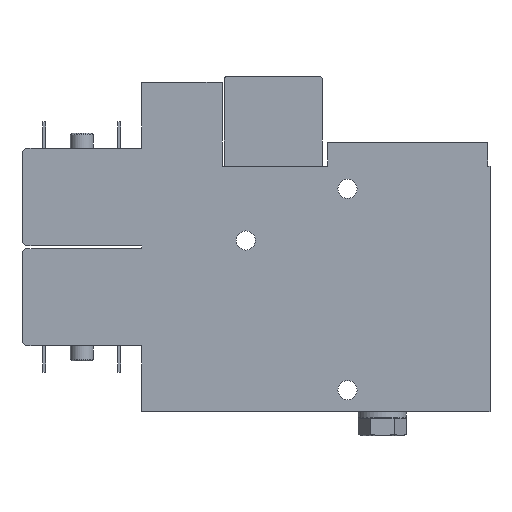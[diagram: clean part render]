
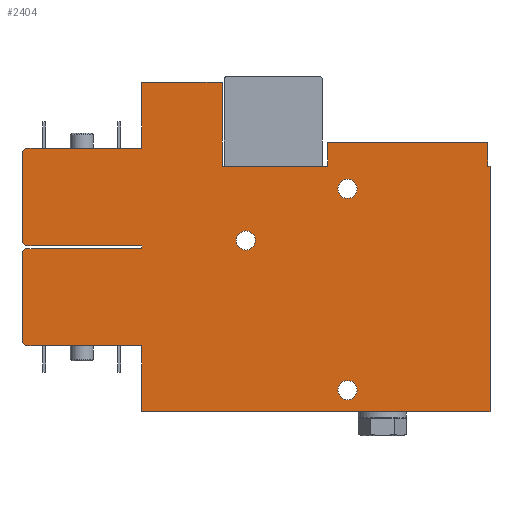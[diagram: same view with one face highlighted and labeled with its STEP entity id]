
A CAD part, left-side view. The second image highlights one B-rep face of the part: STEP entity #2404.
In plain terms, the highlighted face is planar.
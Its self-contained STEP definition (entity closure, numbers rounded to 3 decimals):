
#121=CIRCLE('',#2556,1.6);
#122=CIRCLE('',#2557,1.6);
#123=CIRCLE('',#2558,1.6);
#124=CIRCLE('',#2559,1.);
#125=CIRCLE('',#2560,1.);
#126=CIRCLE('',#2561,1.);
#127=CIRCLE('',#2562,1.);
#282=ORIENTED_EDGE('',*,*,#733,.F.);
#283=ORIENTED_EDGE('',*,*,#734,.F.);
#284=ORIENTED_EDGE('',*,*,#735,.F.);
#285=ORIENTED_EDGE('',*,*,#702,.F.);
#286=ORIENTED_EDGE('',*,*,#679,.F.);
#287=ORIENTED_EDGE('',*,*,#670,.F.);
#288=ORIENTED_EDGE('',*,*,#736,.F.);
#289=ORIENTED_EDGE('',*,*,#737,.F.);
#290=ORIENTED_EDGE('',*,*,#738,.F.);
#291=ORIENTED_EDGE('',*,*,#739,.F.);
#292=ORIENTED_EDGE('',*,*,#685,.F.);
#293=ORIENTED_EDGE('',*,*,#740,.F.);
#294=ORIENTED_EDGE('',*,*,#741,.F.);
#295=ORIENTED_EDGE('',*,*,#742,.F.);
#296=ORIENTED_EDGE('',*,*,#743,.F.);
#297=ORIENTED_EDGE('',*,*,#653,.F.);
#298=ORIENTED_EDGE('',*,*,#700,.F.);
#299=ORIENTED_EDGE('',*,*,#717,.F.);
#300=ORIENTED_EDGE('',*,*,#711,.F.);
#301=ORIENTED_EDGE('',*,*,#695,.F.);
#302=ORIENTED_EDGE('',*,*,#744,.F.);
#303=ORIENTED_EDGE('',*,*,#745,.F.);
#304=ORIENTED_EDGE('',*,*,#746,.F.);
#305=ORIENTED_EDGE('',*,*,#693,.F.);
#306=ORIENTED_EDGE('',*,*,#705,.F.);
#653=EDGE_CURVE('',#888,#889,#1055,.T.);
#670=EDGE_CURVE('',#905,#906,#1071,.T.);
#679=EDGE_CURVE('',#906,#914,#1079,.T.);
#685=EDGE_CURVE('',#919,#917,#1085,.T.);
#693=EDGE_CURVE('',#927,#925,#1093,.T.);
#695=EDGE_CURVE('',#929,#930,#1095,.T.);
#700=EDGE_CURVE('',#933,#888,#1100,.T.);
#702=EDGE_CURVE('',#914,#935,#1101,.T.);
#705=EDGE_CURVE('',#935,#927,#1104,.T.);
#711=EDGE_CURVE('',#930,#941,#1106,.T.);
#717=EDGE_CURVE('',#941,#933,#1109,.T.);
#733=EDGE_CURVE('',#957,#957,#121,.T.);
#734=EDGE_CURVE('',#958,#958,#122,.T.);
#735=EDGE_CURVE('',#959,#959,#123,.T.);
#736=EDGE_CURVE('',#960,#905,#124,.T.);
#737=EDGE_CURVE('',#961,#960,#1118,.T.);
#738=EDGE_CURVE('',#962,#961,#125,.T.);
#739=EDGE_CURVE('',#917,#962,#1119,.T.);
#740=EDGE_CURVE('',#963,#919,#1120,.T.);
#741=EDGE_CURVE('',#964,#963,#126,.T.);
#742=EDGE_CURVE('',#965,#964,#1121,.T.);
#743=EDGE_CURVE('',#889,#965,#127,.T.);
#744=EDGE_CURVE('',#966,#929,#1122,.T.);
#745=EDGE_CURVE('',#967,#966,#1123,.T.);
#746=EDGE_CURVE('',#925,#967,#1124,.T.);
#888=VERTEX_POINT('',#3275);
#889=VERTEX_POINT('',#3276);
#905=VERTEX_POINT('',#3310);
#906=VERTEX_POINT('',#3311);
#914=VERTEX_POINT('',#3329);
#917=VERTEX_POINT('',#3336);
#919=VERTEX_POINT('',#3340);
#925=VERTEX_POINT('',#3353);
#927=VERTEX_POINT('',#3357);
#929=VERTEX_POINT('',#3362);
#930=VERTEX_POINT('',#3364);
#933=VERTEX_POINT('',#3372);
#935=VERTEX_POINT('',#3378);
#941=VERTEX_POINT('',#3395);
#957=VERTEX_POINT('',#3436);
#958=VERTEX_POINT('',#3438);
#959=VERTEX_POINT('',#3440);
#960=VERTEX_POINT('',#3442);
#961=VERTEX_POINT('',#3444);
#962=VERTEX_POINT('',#3446);
#963=VERTEX_POINT('',#3449);
#964=VERTEX_POINT('',#3451);
#965=VERTEX_POINT('',#3453);
#966=VERTEX_POINT('',#3456);
#967=VERTEX_POINT('',#3458);
#1055=LINE('',#3274,#1187);
#1071=LINE('',#3309,#1203);
#1079=LINE('',#3328,#1211);
#1085=LINE('',#3341,#1217);
#1093=LINE('',#3358,#1225);
#1095=LINE('',#3363,#1227);
#1100=LINE('',#3373,#1232);
#1101=LINE('',#3377,#1233);
#1104=LINE('',#3383,#1236);
#1106=LINE('',#3394,#1238);
#1109=LINE('',#3406,#1241);
#1118=LINE('',#3443,#1250);
#1119=LINE('',#3447,#1251);
#1120=LINE('',#3448,#1252);
#1121=LINE('',#3452,#1253);
#1122=LINE('',#3455,#1254);
#1123=LINE('',#3457,#1255);
#1124=LINE('',#3459,#1256);
#1187=VECTOR('',#2734,1000.);
#1203=VECTOR('',#2754,1000.);
#1211=VECTOR('',#2766,1000.);
#1217=VECTOR('',#2774,1000.);
#1225=VECTOR('',#2784,1000.);
#1227=VECTOR('',#2788,1000.);
#1232=VECTOR('',#2795,1000.);
#1233=VECTOR('',#2800,1000.);
#1236=VECTOR('',#2805,1000.);
#1238=VECTOR('',#2817,1000.);
#1241=VECTOR('',#2828,1000.);
#1250=VECTOR('',#2863,1000.);
#1251=VECTOR('',#2866,1000.);
#1252=VECTOR('',#2867,1000.);
#1253=VECTOR('',#2870,1000.);
#1254=VECTOR('',#2873,1000.);
#1255=VECTOR('',#2874,1000.);
#1256=VECTOR('',#2875,1000.);
#1349=EDGE_LOOP('',(#282));
#1350=EDGE_LOOP('',(#283));
#1351=EDGE_LOOP('',(#284));
#1352=EDGE_LOOP('',(#285,#286,#287,#288,#289,#290,#291,#292,#293,#294,#295,
#296,#297,#298,#299,#300,#301,#302,#303,#304,#305,#306));
#1529=FACE_BOUND('',#1349,.T.);
#1530=FACE_BOUND('',#1350,.T.);
#1531=FACE_BOUND('',#1351,.T.);
#1532=FACE_BOUND('',#1352,.T.);
#1691=PLANE('',#2555);
#2404=ADVANCED_FACE('',(#1529,#1530,#1531,#1532),#1691,.F.);
#2555=AXIS2_PLACEMENT_3D('',#3434,#2853,#2854);
#2556=AXIS2_PLACEMENT_3D('',#3435,#2855,#2856);
#2557=AXIS2_PLACEMENT_3D('',#3437,#2857,#2858);
#2558=AXIS2_PLACEMENT_3D('',#3439,#2859,#2860);
#2559=AXIS2_PLACEMENT_3D('',#3441,#2861,#2862);
#2560=AXIS2_PLACEMENT_3D('',#3445,#2864,#2865);
#2561=AXIS2_PLACEMENT_3D('',#3450,#2868,#2869);
#2562=AXIS2_PLACEMENT_3D('',#3454,#2871,#2872);
#2734=DIRECTION('',(0.,1.,0.));
#2754=DIRECTION('',(0.,-1.,0.));
#2766=DIRECTION('',(-1.,0.,0.));
#2774=DIRECTION('',(-1.,0.,0.));
#2784=DIRECTION('',(0.,-1.,0.));
#2788=DIRECTION('',(0.,-1.,0.));
#2795=DIRECTION('',(-1.,0.,0.));
#2800=DIRECTION('',(0.,-1.,0.));
#2805=DIRECTION('',(1.,0.,0.));
#2817=DIRECTION('',(1.,0.,0.));
#2828=DIRECTION('',(0.,1.,0.));
#2853=DIRECTION('',(0.,0.,1.));
#2854=DIRECTION('',(1.,0.,0.));
#2855=DIRECTION('',(0.,0.,-1.));
#2856=DIRECTION('',(-1.,0.,0.));
#2857=DIRECTION('',(0.,0.,-1.));
#2858=DIRECTION('',(-1.,0.,0.));
#2859=DIRECTION('',(0.,0.,-1.));
#2860=DIRECTION('',(-1.,0.,0.));
#2861=DIRECTION('',(0.,0.,1.));
#2862=DIRECTION('',(1.,0.,0.));
#2863=DIRECTION('',(-1.,0.,0.));
#2864=DIRECTION('',(0.,0.,1.));
#2865=DIRECTION('',(1.,0.,0.));
#2866=DIRECTION('',(0.,1.,0.));
#2867=DIRECTION('',(0.,-1.,0.));
#2868=DIRECTION('',(0.,0.,1.));
#2869=DIRECTION('',(1.,0.,0.));
#2870=DIRECTION('',(-1.,0.,0.));
#2871=DIRECTION('',(0.,0.,1.));
#2872=DIRECTION('',(1.,0.,0.));
#2873=DIRECTION('',(1.,0.,0.));
#2874=DIRECTION('',(0.,-1.,0.));
#2875=DIRECTION('',(-1.,0.,0.));
#3274=CARTESIAN_POINT('',(-11.,58.2,-5.));
#3275=CARTESIAN_POINT('',(-11.,58.2,-5.));
#3276=CARTESIAN_POINT('',(-11.,77.2,-5.));
#3309=CARTESIAN_POINT('',(-44.,77.2,-5.));
#3310=CARTESIAN_POINT('',(-44.,77.2,-5.));
#3311=CARTESIAN_POINT('',(-44.,58.2,-5.));
#3328=CARTESIAN_POINT('',(0.,58.2,-5.));
#3329=CARTESIAN_POINT('',(-55.,58.2,-5.));
#3336=CARTESIAN_POINT('',(-27.75,58.2,-5.));
#3340=CARTESIAN_POINT('',(-27.25,58.2,-5.));
#3341=CARTESIAN_POINT('',(0.,58.2,-5.));
#3353=CARTESIAN_POINT('',(-41.,27.151,-5.));
#3357=CARTESIAN_POINT('',(-41.,44.769,-5.));
#3358=CARTESIAN_POINT('',(-41.,44.769,-5.));
#3362=CARTESIAN_POINT('',(-41.,0.351,-5.));
#3363=CARTESIAN_POINT('',(-41.,44.769,-5.));
#3364=CARTESIAN_POINT('',(-41.,0.,-5.));
#3372=CARTESIAN_POINT('',(0.,58.2,-5.));
#3373=CARTESIAN_POINT('',(0.,58.2,-5.));
#3377=CARTESIAN_POINT('',(-55.,58.2,-5.));
#3378=CARTESIAN_POINT('',(-55.,44.769,-5.));
#3383=CARTESIAN_POINT('',(-55.,44.769,-5.));
#3394=CARTESIAN_POINT('',(-41.,0.,-5.));
#3395=CARTESIAN_POINT('',(0.,0.,-5.));
#3406=CARTESIAN_POINT('',(0.,0.,-5.));
#3434=CARTESIAN_POINT('',(0.,0.,-5.));
#3435=CARTESIAN_POINT('',(-37.2,23.8,-5.));
#3436=CARTESIAN_POINT('',(-38.8,23.8,-5.));
#3437=CARTESIAN_POINT('',(-28.6,40.8,-5.));
#3438=CARTESIAN_POINT('',(-30.2,40.8,-5.));
#3439=CARTESIAN_POINT('',(-3.6,23.8,-5.));
#3440=CARTESIAN_POINT('',(-5.2,23.8,-5.));
#3441=CARTESIAN_POINT('',(-43.,77.2,-5.));
#3442=CARTESIAN_POINT('',(-43.,78.2,-5.));
#3443=CARTESIAN_POINT('',(-28.75,78.2,-5.));
#3444=CARTESIAN_POINT('',(-28.75,78.2,-5.));
#3445=CARTESIAN_POINT('',(-28.75,77.2,-5.));
#3446=CARTESIAN_POINT('',(-27.75,77.2,-5.));
#3447=CARTESIAN_POINT('',(-27.75,58.2,-5.));
#3448=CARTESIAN_POINT('',(-27.25,77.2,-5.));
#3449=CARTESIAN_POINT('',(-27.25,77.2,-5.));
#3450=CARTESIAN_POINT('',(-26.25,77.2,-5.));
#3451=CARTESIAN_POINT('',(-26.25,78.2,-5.));
#3452=CARTESIAN_POINT('',(-12.,78.2,-5.));
#3453=CARTESIAN_POINT('',(-12.,78.2,-5.));
#3454=CARTESIAN_POINT('',(-12.,77.2,-5.));
#3455=CARTESIAN_POINT('',(-45.,0.351,-5.));
#3456=CARTESIAN_POINT('',(-45.,0.351,-5.));
#3457=CARTESIAN_POINT('',(-45.,27.151,-5.));
#3458=CARTESIAN_POINT('',(-45.,27.151,-5.));
#3459=CARTESIAN_POINT('',(-41.,27.151,-5.));
